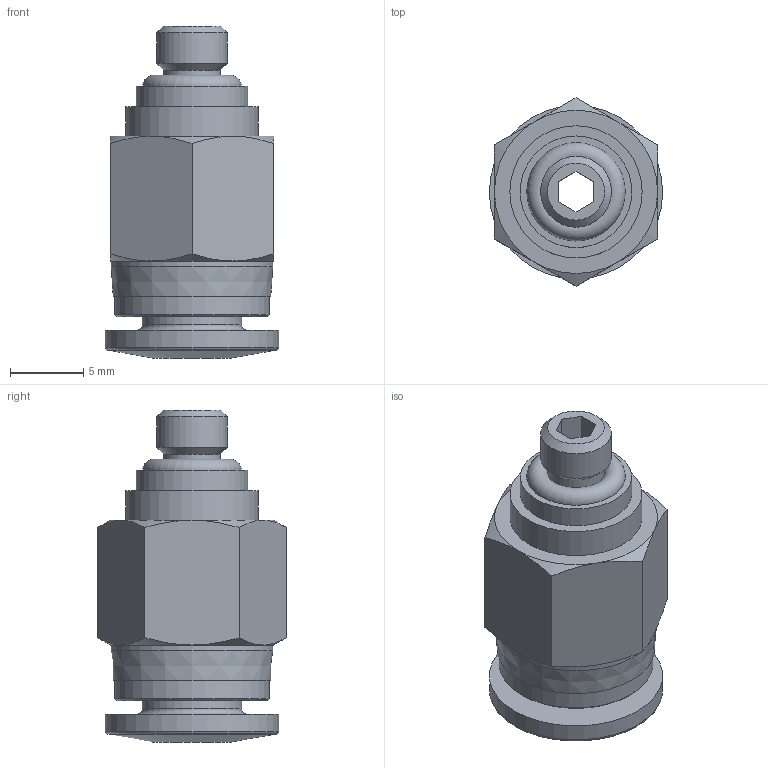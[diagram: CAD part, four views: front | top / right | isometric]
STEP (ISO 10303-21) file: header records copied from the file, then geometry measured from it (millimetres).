
FILE_DESCRIPTION(/* description */ ('STEP AP214'),/* implementation_level */ '2;1');
FILE_NAME(/* name */ '533268_QB-10-32-UNF-3_16-U',/* time_stamp */ '2024-09-14T01:30:19+02:00',/* author */ ('License CC BY-ND 4.0'),/* organization */ ('CADENAS'),/* preprocessor_version */ 'ST-DEVELOPER v19.3',/* originating_system */ 'PARTsolutions',/* authorisation */ ' ');
FILE_SCHEMA (('AUTOMOTIVE_DESIGN {1 0 10303 214 3 1 1}'));
Length unit declared in the file: millimetre
Products named in the file (1): 533268 QB-10-32-UNF-3/16-U
Bounding box: 11.8 x 12.83 x 22.6 mm (x, y, z)
Volume: 1419.6 mm3; surface area: 1301.8 mm2
Topology: 1 solids, 1 shells, 51 faces, 104 edges, 62 vertices
Faces by surface type: plane 21, cone 17, cylinder 9, torus 4
Full cylindrical faces by diameter (mm): 3.881 x1, 4.763 x1, 4.826 x1, 6.763 x1, 7.6 x1, 9 x1, 10.5 x1, 11 x1, 11.8 x1
Entity records: 1630 total; most frequent: CARTESIAN_POINT 270, DIRECTION 202, ORIENTED_EDGE 170, AXIS2_PLACEMENT_3D 89, EDGE_CURVE 85, EDGE_LOOP 78, FACE_BOUND 78, VERTEX_POINT 61
